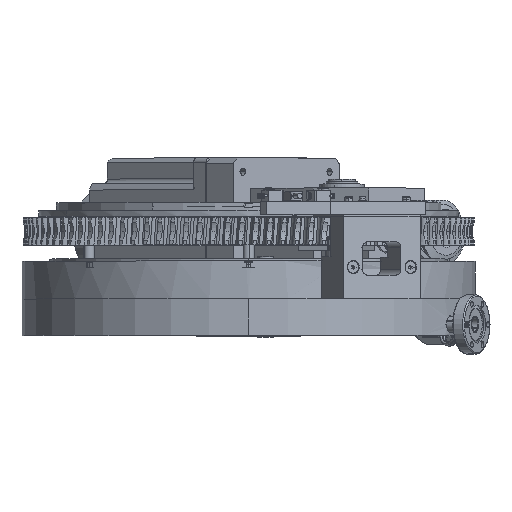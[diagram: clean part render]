
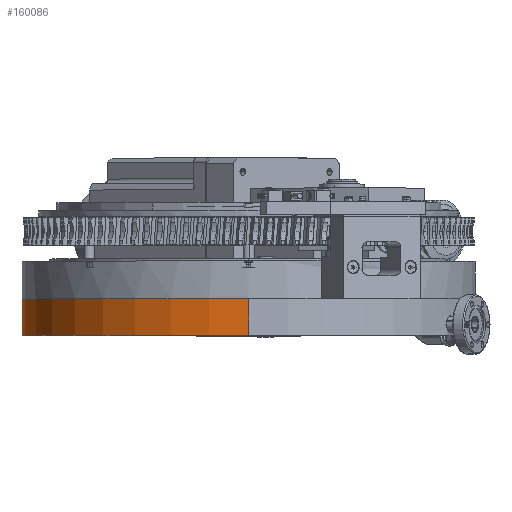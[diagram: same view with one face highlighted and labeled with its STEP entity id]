
A CAD part, top view. The second image highlights one B-rep face of the part: STEP entity #160086.
In plain terms, the highlighted cylindrical face has radius 130.175 mm (diameter 260.35 mm), a partial arc.
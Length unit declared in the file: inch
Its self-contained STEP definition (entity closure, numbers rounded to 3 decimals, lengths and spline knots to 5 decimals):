
#23715 = EDGE_CURVE ( 'NONE', #73044, #73047, #107058, .T. ) ;
#23740 = EDGE_CURVE ( 'NONE', #73034, #73042, #107067, .T. ) ;
#23857 = EDGE_CURVE ( 'NONE', #73047, #73042, #107103, .T. ) ;
#23862 = EDGE_CURVE ( 'NONE', #73044, #73034, #107105, .T. ) ;
#36398 = CARTESIAN_POINT ( 'NONE',  ( 0., 0., -5.125 ) ) ;
#36412 = CARTESIAN_POINT ( 'NONE',  ( 0., 0., 5.125 ) ) ;
#36415 = CARTESIAN_POINT ( 'NONE',  ( 0., 0.825, -5.125 ) ) ;
#36418 = CARTESIAN_POINT ( 'NONE',  ( 0., 0.825, 5.125 ) ) ;
#38806 = EDGE_LOOP ( 'NONE', ( #142113, #142116, #142119, #142122 ) ) ;
#73034 = VERTEX_POINT ( 'NONE', #36398 ) ;
#73042 = VERTEX_POINT ( 'NONE', #36412 ) ;
#73044 = VERTEX_POINT ( 'NONE', #36415 ) ;
#73047 = VERTEX_POINT ( 'NONE', #36418 ) ;
#83700 = AXIS2_PLACEMENT_3D ( 'NONE', #137300, #137309, #137310 ) ;
#83708 = AXIS2_PLACEMENT_3D ( 'NONE', #137316, #137324, #137325 ) ;
#107058 = CIRCLE ( 'NONE', #83700, 5.125 ) ;
#107067 = CIRCLE ( 'NONE', #83708, 5.125 ) ;
#107097 = VECTOR ( 'NONE', #139389, 39.37008 ) ;
#107103 = LINE ( 'NONE', #139367, #107097 ) ;
#107105 = LINE ( 'NONE', #139392, #107106 ) ;
#107106 = VECTOR ( 'NONE', #139394, 39.37008 ) ;
#137300 = CARTESIAN_POINT ( 'NONE',  ( 0., 0.825, 0. ) ) ;
#137309 = DIRECTION ( 'NONE',  ( 0., 1., 0. ) ) ;
#137310 = DIRECTION ( 'NONE',  ( 0., 0., 1. ) ) ;
#137316 = CARTESIAN_POINT ( 'NONE',  ( 0., 0., 0. ) ) ;
#137324 = DIRECTION ( 'NONE',  ( 0., 1., 0. ) ) ;
#137325 = DIRECTION ( 'NONE',  ( 0., 0., 1. ) ) ;
#139367 = CARTESIAN_POINT ( 'NONE',  ( 0., 0.825, 5.125 ) ) ;
#139389 = DIRECTION ( 'NONE',  ( 0., -1., 0. ) ) ;
#139392 = CARTESIAN_POINT ( 'NONE',  ( 0., 0.825, -5.125 ) ) ;
#139394 = DIRECTION ( 'NONE',  ( 0., -1., 0. ) ) ;
#142113 = ORIENTED_EDGE ( 'NONE', *, *, #23857, .F. ) ;
#142116 = ORIENTED_EDGE ( 'NONE', *, *, #23715, .F. ) ;
#142119 = ORIENTED_EDGE ( 'NONE', *, *, #23862, .T. ) ;
#142122 = ORIENTED_EDGE ( 'NONE', *, *, #23740, .T. ) ;
#153611 = AXIS2_PLACEMENT_3D ( 'NONE', #174569, #174553, #174551 ) ;
#160086 = ADVANCED_FACE ( 'NONE', ( #178764 ), #178740, .T. ) ;
#174551 = DIRECTION ( 'NONE',  ( 0., 0., -1. ) ) ;
#174553 = DIRECTION ( 'NONE',  ( 0., -1., 0. ) ) ;
#174569 = CARTESIAN_POINT ( 'NONE',  ( 0., 0.825, 0. ) ) ;
#178740 = CYLINDRICAL_SURFACE ( 'NONE', #153611, 5.125 ) ;
#178764 = FACE_OUTER_BOUND ( 'NONE', #38806, .T. ) ;
